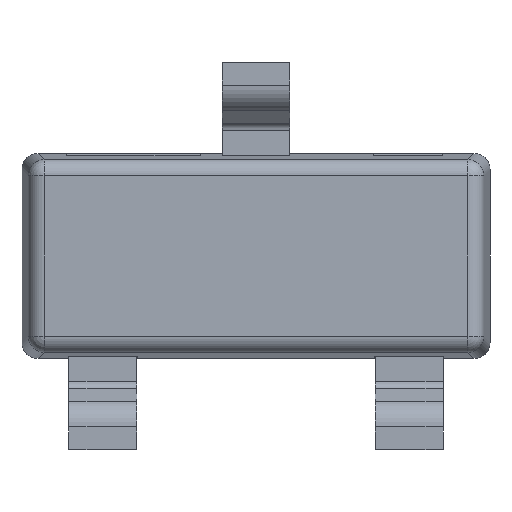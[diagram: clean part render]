
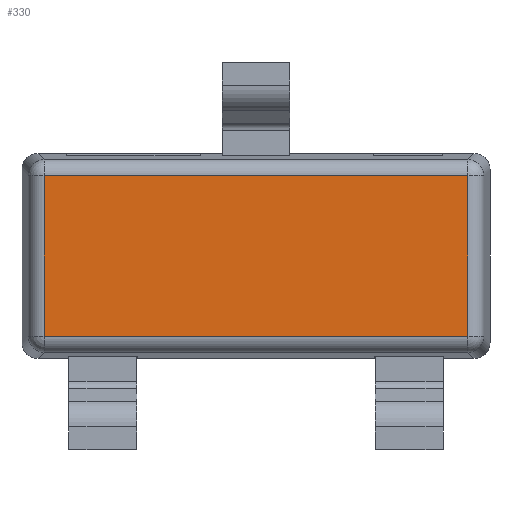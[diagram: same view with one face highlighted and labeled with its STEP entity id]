
A CAD part, front view. The second image highlights one B-rep face of the part: STEP entity #330.
In plain terms, the highlighted face is planar.
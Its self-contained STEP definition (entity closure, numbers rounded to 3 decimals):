
#330=ADVANCED_FACE('NONE',(#331),#365,.F.);
#331=FACE_BOUND('NONE',#332,.T.);
#332=EDGE_LOOP('',(#333,#343,#351,#359));
#333=ORIENTED_EDGE('',*,*,#334,.T.);
#334=EDGE_CURVE('NONE',#335,#337,#339,.T.);
#335=VERTEX_POINT('NONE',#336);
#336=CARTESIAN_POINT('',(0.138,0.4,-0.138));
#337=VERTEX_POINT('NONE',#338);
#338=CARTESIAN_POINT('',(2.762,0.4,-0.138));
#339=LINE('',#340,#341);
#340=CARTESIAN_POINT('',(0.0,0.4,-0.138));
#341=VECTOR('',#342,1.0);
#342=DIRECTION('',(1.0,0.0,0.0));
#343=ORIENTED_EDGE('',*,*,#344,.T.);
#344=EDGE_CURVE('NONE',#337,#345,#347,.T.);
#345=VERTEX_POINT('NONE',#346);
#346=CARTESIAN_POINT('',(2.762,0.4,-1.132));
#347=LINE('',#348,#349);
#348=CARTESIAN_POINT('',(2.762,0.4,0.0));
#349=VECTOR('',#350,1.0);
#350=DIRECTION('',(0.0,0.0,-1.0));
#351=ORIENTED_EDGE('',*,*,#352,.T.);
#352=EDGE_CURVE('NONE',#345,#353,#355,.T.);
#353=VERTEX_POINT('NONE',#354);
#354=CARTESIAN_POINT('',(0.138,0.4,-1.132));
#355=LINE('',#356,#357);
#356=CARTESIAN_POINT('',(0.0,0.4,-1.132));
#357=VECTOR('',#358,1.0);
#358=DIRECTION('',(-1.0,0.0,0.0));
#359=ORIENTED_EDGE('',*,*,#360,.T.);
#360=EDGE_CURVE('NONE',#353,#335,#361,.T.);
#361=LINE('',#362,#363);
#362=CARTESIAN_POINT('',(0.138,0.4,0.0));
#363=VECTOR('',#364,1.0);
#364=DIRECTION('',(0.0,0.0,1.0));
#365=PLANE('',#366);
#366=AXIS2_PLACEMENT_3D('',#367,#368,#369);
#367=CARTESIAN_POINT('',(0.0,0.4,0.0));
#368=DIRECTION('',(0.0,-1.0,0.0));
#369=DIRECTION('',(0.0,0.0,-1.0));
